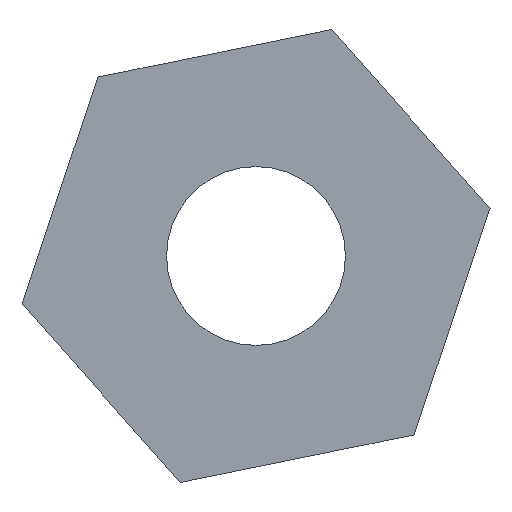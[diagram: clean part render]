
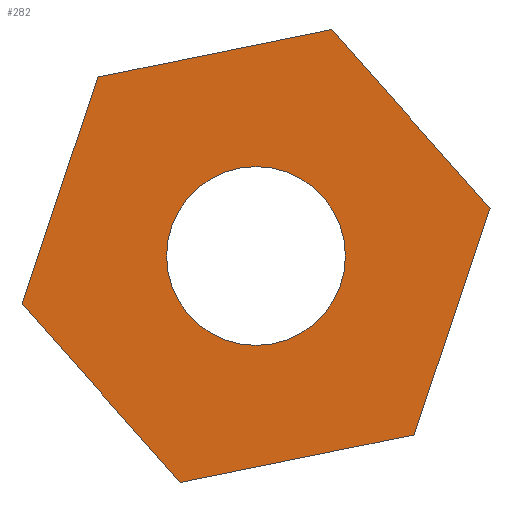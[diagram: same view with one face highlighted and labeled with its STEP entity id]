
A CAD part, front view. The second image highlights one B-rep face of the part: STEP entity #282.
In plain terms, the highlighted planar face has unit normal (0, -1, 0).
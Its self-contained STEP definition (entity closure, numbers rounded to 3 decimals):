
#52=CARTESIAN_POINT('',(-3.815,0.0,-11.393));
#53=VERTEX_POINT('',#52);
#54=CARTESIAN_POINT('',(-11.774,0.0,-2.393));
#55=VERTEX_POINT('',#54);
#56=CARTESIAN_POINT('',(-3.815,0.0,-11.393));
#57=DIRECTION('',(-0.662,0.0,0.749));
#58=VECTOR('',#57,12.015);
#59=LINE('',#56,#58);
#60=EDGE_CURVE('',#53,#55,#59,.T.);
#92=CARTESIAN_POINT('',(-7.959,0.0,9.0));
#93=VERTEX_POINT('',#92);
#94=CARTESIAN_POINT('',(-11.774,0.0,-2.393));
#95=DIRECTION('',(0.317,0.0,0.948));
#96=VECTOR('',#95,12.015);
#97=LINE('',#94,#96);
#98=EDGE_CURVE('',#55,#93,#97,.T.);
#123=CARTESIAN_POINT('',(3.815,0.0,11.393));
#124=VERTEX_POINT('',#123);
#125=CARTESIAN_POINT('',(-7.959,0.0,9.0));
#126=DIRECTION('',(0.98,0.0,0.199));
#127=VECTOR('',#126,12.015);
#128=LINE('',#125,#127);
#129=EDGE_CURVE('',#93,#124,#128,.T.);
#154=CARTESIAN_POINT('',(11.774,0.0,2.393));
#155=VERTEX_POINT('',#154);
#156=CARTESIAN_POINT('',(3.815,0.0,11.393));
#157=DIRECTION('',(0.662,0.0,-0.749));
#158=VECTOR('',#157,12.015);
#159=LINE('',#156,#158);
#160=EDGE_CURVE('',#124,#155,#159,.T.);
#185=CARTESIAN_POINT('',(7.959,0.0,-9.0));
#186=VERTEX_POINT('',#185);
#187=CARTESIAN_POINT('',(11.774,0.0,2.393));
#188=DIRECTION('',(-0.317,0.0,-0.948));
#189=VECTOR('',#188,12.015);
#190=LINE('',#187,#189);
#191=EDGE_CURVE('',#155,#186,#190,.T.);
#216=CARTESIAN_POINT('',(7.959,0.0,-9.0));
#217=DIRECTION('',(-0.98,0.0,-0.199));
#218=VECTOR('',#217,12.015);
#219=LINE('',#216,#218);
#220=EDGE_CURVE('',#186,#53,#219,.T.);
#258=CARTESIAN_POINT('',(0.0,0.0,0.0));
#259=DIRECTION('',(0.0,1.0,0.0));
#260=DIRECTION('',(0.0,-0.0,1.0));
#261=AXIS2_PLACEMENT_3D('',#258,#259,#260);
#262=PLANE('',#261);
#263=CARTESIAN_POINT('',(0.,0.0,4.5));
#264=VERTEX_POINT('',#263);
#265=CARTESIAN_POINT('',(0.0,0.0,0.0));
#266=DIRECTION('',(0.0,1.0,0.0));
#267=DIRECTION('',(0.0,-0.0,1.0));
#268=AXIS2_PLACEMENT_3D('',#265,#266,#267);
#269=CIRCLE('',#268,4.5);
#270=EDGE_CURVE('',#264,#264,#269,.T.);
#271=ORIENTED_EDGE('',*,*,#270,.T.);
#272=EDGE_LOOP('',(#271));
#273=FACE_BOUND('',#272,.T.);
#274=ORIENTED_EDGE('',*,*,#60,.F.);
#275=ORIENTED_EDGE('',*,*,#220,.F.);
#276=ORIENTED_EDGE('',*,*,#191,.F.);
#277=ORIENTED_EDGE('',*,*,#160,.F.);
#278=ORIENTED_EDGE('',*,*,#129,.F.);
#279=ORIENTED_EDGE('',*,*,#98,.F.);
#280=EDGE_LOOP('',(#274,#275,#276,#277,#278,#279));
#281=FACE_BOUND('',#280,.T.);
#282=ADVANCED_FACE('',(#273,#281),#262,.F.);
